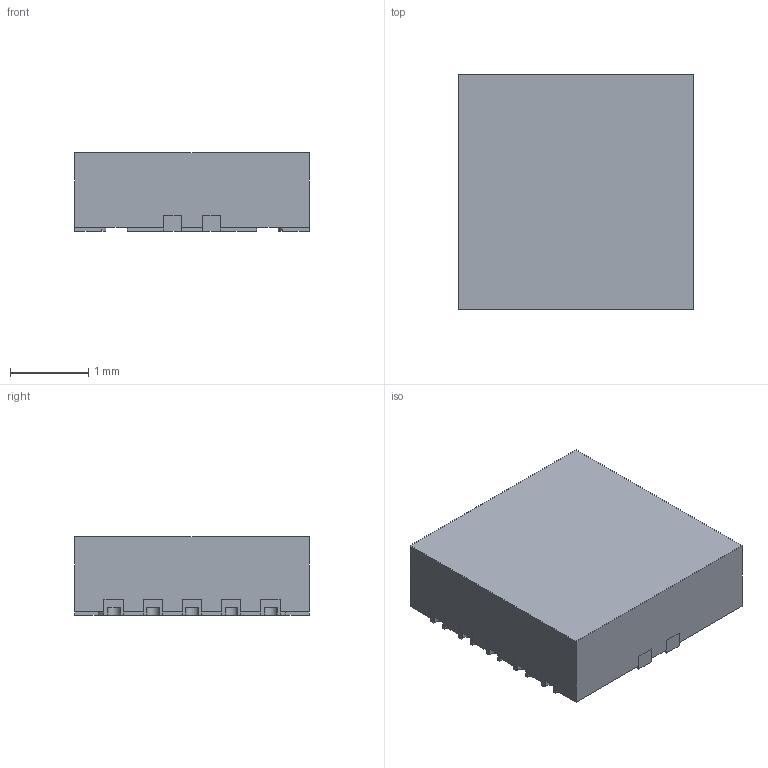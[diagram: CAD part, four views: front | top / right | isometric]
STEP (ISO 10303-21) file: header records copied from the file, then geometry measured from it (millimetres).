
FILE_DESCRIPTION((''),'2;1');
FILE_NAME('DPN0010A_ASM','2019-06-26T14:09:13',('a0412086'),(''),'CREO PARAMETRIC BY PTC INC, 2018020','CREO PARAMETRIC BY PTC INC, 2018020','');
FILE_SCHEMA(('AUTOMOTIVE_DESIGN { 1 0 10303 214 1 1 1 1 }'));
Length unit declared in the file: millimetre
Products named in the file (4): BODY-SON; FRAME-DPN0010A; PIN1-ID; DPN0010A_ASM
Assembly tree (3 placements, depth 2):
  DPN0010A_ASM
    BODY-SON
    FRAME-DPN0010A
    PIN1-ID
Bounding box: 3 x 3 x 1 mm (x, y, z)
Volume: 8.8 mm3; surface area: 50.7 mm2
Topology: 12 solids, 12 shells, 214 faces, 570 edges, 380 vertices
Faces by surface type: plane 184, cylinder 30
Entity records: 8631 total; most frequent: CARTESIAN_POINT 1178, ORIENTED_EDGE 1140, DIRECTION 1072, PRESENTATION_STYLE_ASSIGNMENT 593, STYLED_ITEM 582, CURVE_STYLE 570, EDGE_CURVE 570, VECTOR 510
